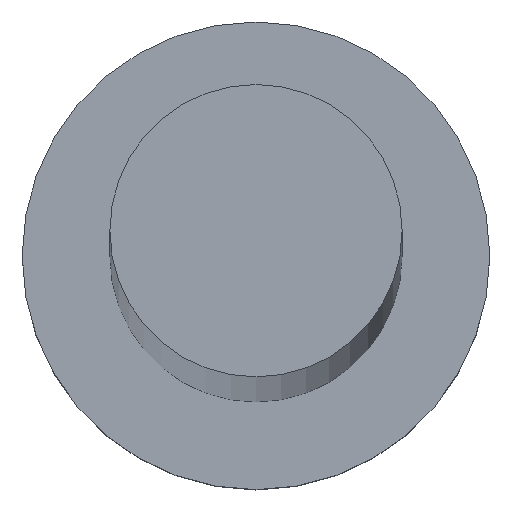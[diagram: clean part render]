
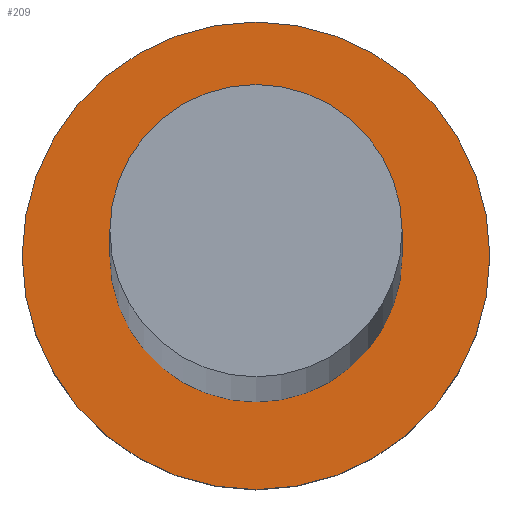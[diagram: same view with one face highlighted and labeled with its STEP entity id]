
A CAD part, top view. The second image highlights one B-rep face of the part: STEP entity #209.
In plain terms, the highlighted planar face has unit normal (0, 0, 1).
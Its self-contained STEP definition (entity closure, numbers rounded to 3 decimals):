
#3 = AXIS2_PLACEMENT_3D ( 'NONE', #214, #159, #175 ) ;
#6 = EDGE_CURVE ( 'NONE', #112, #236, #57, .T. ) ;
#10 = CIRCLE ( 'NONE', #3, 5. ) ;
#12 = AXIS2_PLACEMENT_3D ( 'NONE', #184, #100, #122 ) ;
#14 = VERTEX_POINT ( 'NONE', #180 ) ;
#17 = EDGE_CURVE ( 'NONE', #183, #14, #10, .T. ) ;
#18 = ORIENTED_EDGE ( 'NONE', *, *, #246, .T. ) ;
#35 = EDGE_LOOP ( 'NONE', ( #116, #62 ) ) ;
#38 = FACE_BOUND ( 'NONE', #35, .T. ) ;
#40 = EDGE_CURVE ( 'NONE', #14, #183, #123, .T. ) ;
#42 = CARTESIAN_POINT ( 'NONE',  ( 5., 0., 6.5 ) ) ;
#57 = CIRCLE ( 'NONE', #212, 8. ) ;
#62 = ORIENTED_EDGE ( 'NONE', *, *, #17, .F. ) ;
#68 = DIRECTION ( 'NONE',  ( 0., 0., 1. ) ) ;
#93 = DIRECTION ( 'NONE',  ( 1., 0., 0. ) ) ;
#100 = DIRECTION ( 'NONE',  ( 0., 0., 1. ) ) ;
#112 = VERTEX_POINT ( 'NONE', #227 ) ;
#116 = ORIENTED_EDGE ( 'NONE', *, *, #40, .F. ) ;
#120 = DIRECTION ( 'NONE',  ( 1., 0., 0. ) ) ;
#122 = DIRECTION ( 'NONE',  ( 1., 0., 0. ) ) ;
#123 = CIRCLE ( 'NONE', #234, 5. ) ;
#134 = ORIENTED_EDGE ( 'NONE', *, *, #6, .T. ) ;
#135 = PLANE ( 'NONE',  #173 ) ;
#159 = DIRECTION ( 'NONE',  ( 0., 0., 1. ) ) ;
#173 = AXIS2_PLACEMENT_3D ( 'NONE', #179, #68, #120 ) ;
#175 = DIRECTION ( 'NONE',  ( 1., 0., 0. ) ) ;
#178 = EDGE_LOOP ( 'NONE', ( #18, #134 ) ) ;
#179 = CARTESIAN_POINT ( 'NONE',  ( 0., 0., 6.5 ) ) ;
#180 = CARTESIAN_POINT ( 'NONE',  ( -5., 0., 6.5 ) ) ;
#183 = VERTEX_POINT ( 'NONE', #42 ) ;
#184 = CARTESIAN_POINT ( 'NONE',  ( 0., 0., 6.5 ) ) ;
#198 = CARTESIAN_POINT ( 'NONE',  ( 0., 0., 6.5 ) ) ;
#200 = FACE_OUTER_BOUND ( 'NONE', #178, .T. ) ;
#203 = DIRECTION ( 'NONE',  ( 1., 0., 0. ) ) ;
#209 = ADVANCED_FACE ( 'NONE', ( #38, #200 ), #135, .T. ) ;
#212 = AXIS2_PLACEMENT_3D ( 'NONE', #198, #238, #93 ) ;
#214 = CARTESIAN_POINT ( 'NONE',  ( 0., 0., 6.5 ) ) ;
#218 = DIRECTION ( 'NONE',  ( 0., 0., 1. ) ) ;
#226 = CARTESIAN_POINT ( 'NONE',  ( -8., 0., 6.5 ) ) ;
#227 = CARTESIAN_POINT ( 'NONE',  ( 8., 0., 6.5 ) ) ;
#233 = CARTESIAN_POINT ( 'NONE',  ( 0., 0., 6.5 ) ) ;
#234 = AXIS2_PLACEMENT_3D ( 'NONE', #233, #218, #203 ) ;
#235 = CIRCLE ( 'NONE', #12, 8. ) ;
#236 = VERTEX_POINT ( 'NONE', #226 ) ;
#238 = DIRECTION ( 'NONE',  ( 0., 0., 1. ) ) ;
#246 = EDGE_CURVE ( 'NONE', #236, #112, #235, .T. ) ;
